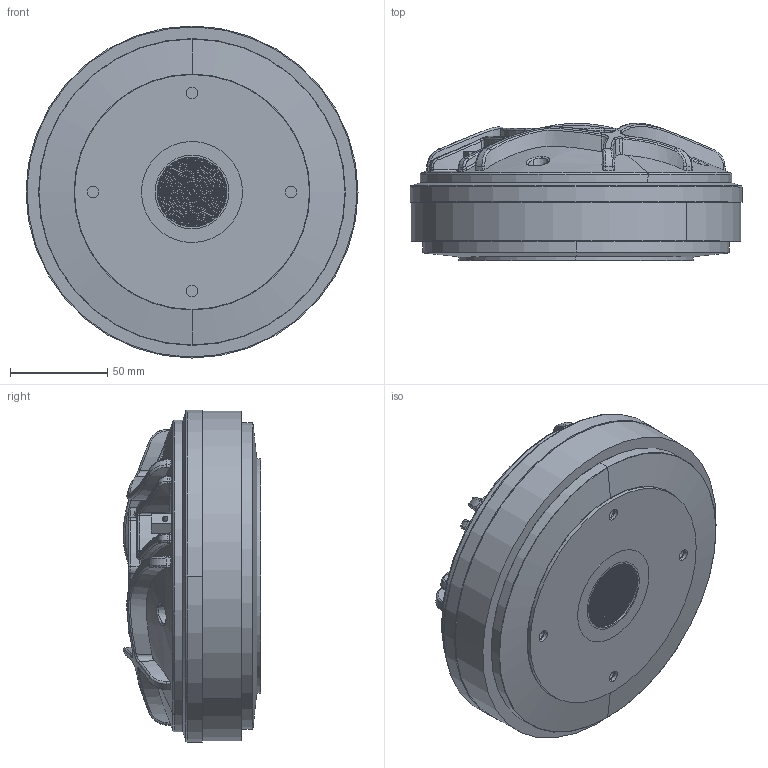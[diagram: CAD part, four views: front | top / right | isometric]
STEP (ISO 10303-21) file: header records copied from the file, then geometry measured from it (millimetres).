
FILE_DESCRIPTION (( 'STEP AP214' ), '1' );
FILE_NAME ('202FCD-273 3D.STEP', '2023-04-24T01:57:13', ( '' ), ( '' ), 'SwSTEP 2.0', 'SolidWorks 2020', '' );
FILE_SCHEMA (( 'AUTOMOTIVE_DESIGN' ));
Length unit declared in the file: millimetre
Products named in the file (1): 202FCD-273 3D
Bounding box: 171 x 70.93 x 171 mm (x, y, z)
Surface area: 115727.9 mm2 (no closed solid volume)
Topology: 0 solids, 16 shells, 1447 faces, 6354 edges, 4930 vertices
Faces by surface type: cylinder 1077, bspline 184, plane 70, torus 64, cone 46, sphere 6
Entity records: 98165 total; most frequent: CARTESIAN_POINT 25978, DIRECTION 13127, ORIENTED_EDGE 9338, EDGE_CURVE 6354, AXIS2_PLACEMENT_3D 5928, VERTEX_POINT 4930, CIRCLE 4664, EDGE_LOOP 3096
